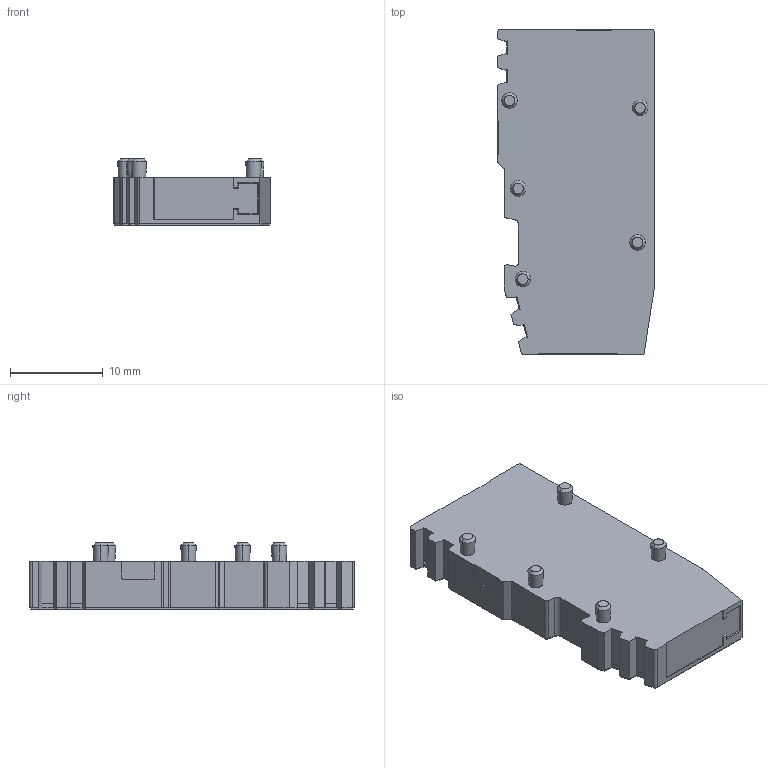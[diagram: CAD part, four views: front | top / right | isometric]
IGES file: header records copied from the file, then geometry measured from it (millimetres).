
Start section: SolidWorks IGES file using analytic representation for surfaces
Global section: file name: 310929_SC_PT 2.5_GR.IGS; native system: SolidWorks 2016; preprocessor: SolidWorks 2016; author: gurcang; date: 160729.080336; units: millimetre
Bounding box: 16.92 x 35 x 7.15 mm (x, y, z)
Surface area: 1728.6 mm2 (no closed solid volume)
Topology: 0 solids, 0 shells, 206 faces, 1457 edges, 1456 vertices
Faces by surface type: bspline 143, revolution 63
